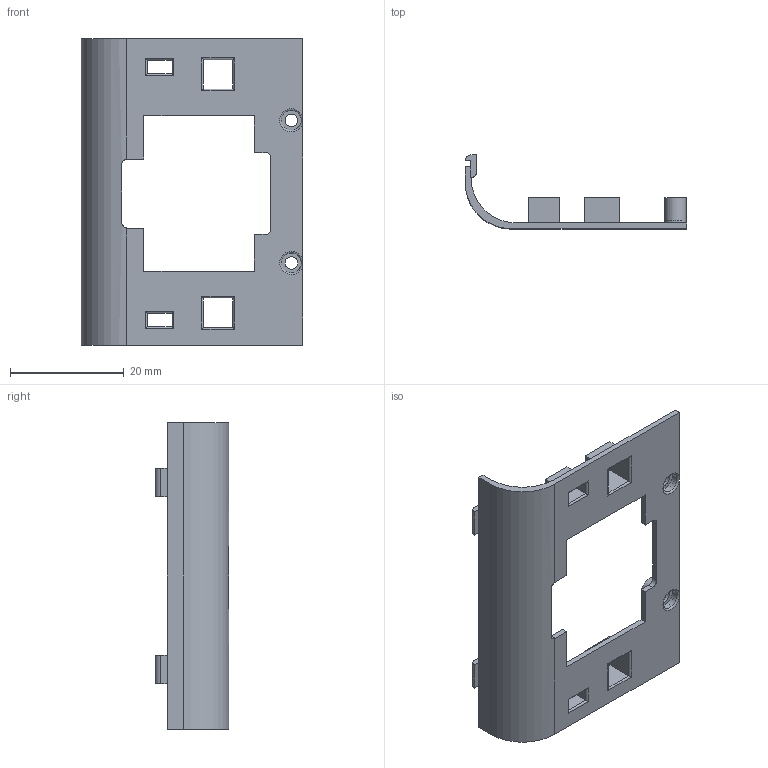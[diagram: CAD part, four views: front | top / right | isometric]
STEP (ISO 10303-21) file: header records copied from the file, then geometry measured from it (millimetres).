
FILE_DESCRIPTION(/* description */ (''),/* implementation_level */ '2;1');
FILE_NAME(/* name */ 'RoofPrint_Base.stp',/* time_stamp */ '2019-01-02T23:40:31+09:00',/* author */ ('tlsru'),/* organization */ (''),/* preprocessor_version */ 'ST-DEVELOPER v15.6',/* originating_system */ 'Autodesk Inventor 2015',/* authorisation */ '');
FILE_SCHEMA (('AUTOMOTIVE_DESIGN { 1 0 10303 214 3 1 1 }'));
Length unit declared in the file: millimetre
Products named in the file (3): EduBot_LoopFront; EduBot_LoopTop; RoofPrint_Base
Bounding box: 39 x 13 x 54 mm (x, y, z)
Volume: 2199.7 mm3; surface area: 4845.3 mm2
Topology: 1 solids, 1 shells, 108 faces, 280 edges, 178 vertices
Faces by surface type: plane 74, cylinder 32, torus 2
Full cylindrical faces by diameter (mm): 2.2 x2, 3.5 x2, 3.8 x2
Entity records: 3331 total; most frequent: CARTESIAN_POINT 615, ORIENTED_EDGE 540, DIRECTION 540, EDGE_CURVE 270, LINE 214, VECTOR 214, VERTEX_POINT 176, AXIS2_PLACEMENT_3D 163
